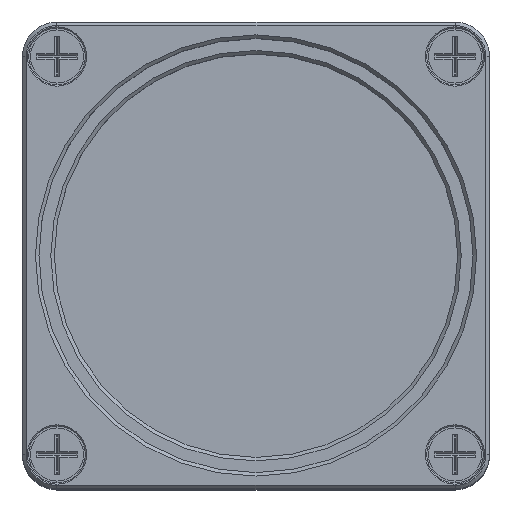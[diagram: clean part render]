
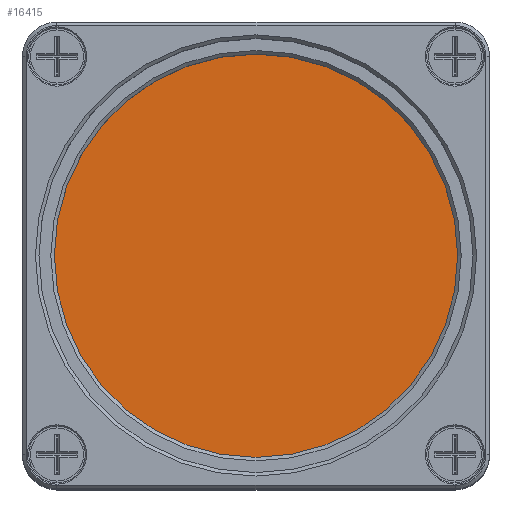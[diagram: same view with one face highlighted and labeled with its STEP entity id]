
A CAD part, top view. The second image highlights one B-rep face of the part: STEP entity #16415.
In plain terms, the highlighted face is planar.
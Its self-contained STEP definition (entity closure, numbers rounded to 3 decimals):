
#7876=FACE_OUTER_BOUND('',#58156,.T.);
#16415=ADVANCED_FACE('',(#7876),#21844,.F.);
#21844=PLANE('',#140834);
#58156=EDGE_LOOP('',(#79708));
#79708=ORIENTED_EDGE('',*,*,#121770,.F.);
#105641=VERTEX_POINT('',#204342);
#121770=EDGE_CURVE('',#105641,#105641,#133343,.T.);
#133343=CIRCLE('',#140831,12.5);
#140831=AXIS2_PLACEMENT_3D('',#204341,#164720,#164721);
#140834=AXIS2_PLACEMENT_3D('',#204345,#164726,#164727);
#164720=DIRECTION('',(0.,0.,1.));
#164721=DIRECTION('',(1.,0.,0.));
#164726=DIRECTION('',(0.,0.,1.));
#164727=DIRECTION('',(1.,0.,0.));
#204341=CARTESIAN_POINT('',(0.,0.,0.));
#204342=CARTESIAN_POINT('',(12.5,0.,0.));
#204345=CARTESIAN_POINT('',(0.,0.,0.));
